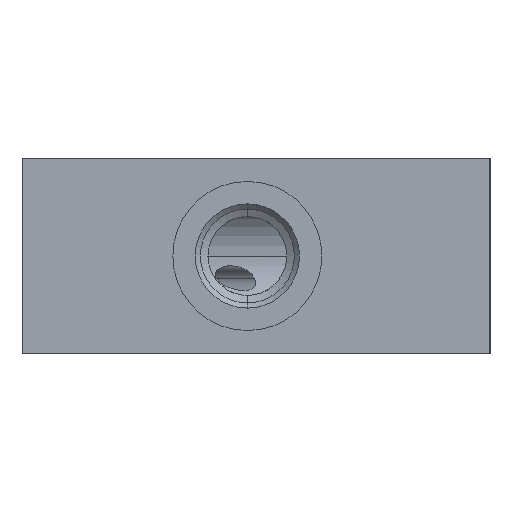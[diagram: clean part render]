
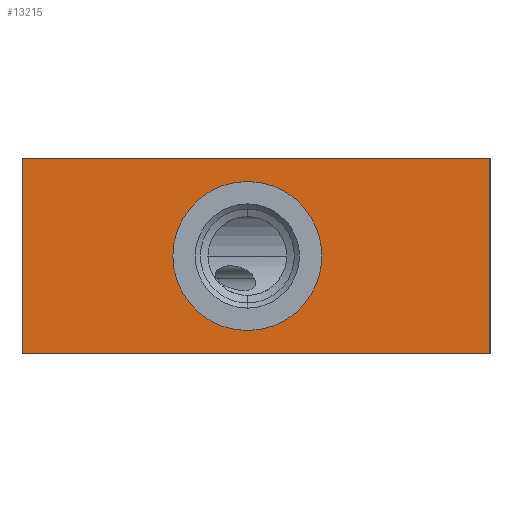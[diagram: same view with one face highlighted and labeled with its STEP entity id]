
A CAD part, left-side view. The second image highlights one B-rep face of the part: STEP entity #13215.
In plain terms, the highlighted planar face has unit normal (-1, 0, 0).
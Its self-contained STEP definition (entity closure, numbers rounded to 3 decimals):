
#578 = CARTESIAN_POINT ( 'NONE',  ( -50.8, 1.4, 0. ) ) ;
#668 = VECTOR ( 'NONE', #10902, 1000. ) ;
#786 = CARTESIAN_POINT ( 'NONE',  ( -50.8, 38., 15.9 ) ) ;
#1246 = VECTOR ( 'NONE', #6236, 1000. ) ;
#1461 = DIRECTION ( 'NONE',  ( 0., -1., 0. ) ) ;
#1559 = AXIS2_PLACEMENT_3D ( 'NONE', #14703, #13291, #6252 ) ;
#1593 = EDGE_LOOP ( 'NONE', ( #2308, #13062, #13137, #17365 ) ) ;
#1894 = DIRECTION ( 'NONE',  ( 0., 0., 1. ) ) ;
#2308 = ORIENTED_EDGE ( 'NONE', *, *, #14141, .T. ) ;
#2543 = CARTESIAN_POINT ( 'NONE',  ( -50.8, -38., -15.9 ) ) ;
#2572 = CIRCLE ( 'NONE', #5774, 12.105 ) ;
#2935 = CARTESIAN_POINT ( 'NONE',  ( -50.8, -38., 15.9 ) ) ;
#5774 = AXIS2_PLACEMENT_3D ( 'NONE', #8904, #7722, #1894 ) ;
#6218 = DIRECTION ( 'NONE',  ( -1., 0., 0. ) ) ;
#6236 = DIRECTION ( 'NONE',  ( 0., -1., 0. ) ) ;
#6252 = DIRECTION ( 'NONE',  ( 0., 0., -1. ) ) ;
#6264 = LINE ( 'NONE', #17627, #7159 ) ;
#7159 = VECTOR ( 'NONE', #9188, 1000. ) ;
#7361 = VECTOR ( 'NONE', #1461, 1000. ) ;
#7722 = DIRECTION ( 'NONE',  ( -1., 0., 0. ) ) ;
#7975 = ORIENTED_EDGE ( 'NONE', *, *, #16841, .F. ) ;
#8219 = LINE ( 'NONE', #11860, #7361 ) ;
#8468 = FACE_BOUND ( 'NONE', #17206, .T. ) ;
#8847 = ORIENTED_EDGE ( 'NONE', *, *, #9799, .F. ) ;
#8904 = CARTESIAN_POINT ( 'NONE',  ( -50.8, 1.4, 0. ) ) ;
#8998 = CARTESIAN_POINT ( 'NONE',  ( -50.8, 1.4, -12.105 ) ) ;
#9188 = DIRECTION ( 'NONE',  ( 0., 0., 1. ) ) ;
#9668 = CARTESIAN_POINT ( 'NONE',  ( -50.8, 1.4, 12.105 ) ) ;
#9799 = EDGE_CURVE ( 'NONE', #16875, #16657, #2572, .T. ) ;
#9910 = VERTEX_POINT ( 'NONE', #12219 ) ;
#10595 = DIRECTION ( 'NONE',  ( 0., 0., 1. ) ) ;
#10902 = DIRECTION ( 'NONE',  ( 0., 0., 1. ) ) ;
#11113 = FACE_OUTER_BOUND ( 'NONE', #1593, .T. ) ;
#11143 = VERTEX_POINT ( 'NONE', #2935 ) ;
#11396 = VERTEX_POINT ( 'NONE', #16314 ) ;
#11755 = AXIS2_PLACEMENT_3D ( 'NONE', #578, #6218, #10595 ) ;
#11860 = CARTESIAN_POINT ( 'NONE',  ( -50.8, 38., -15.9 ) ) ;
#11886 = LINE ( 'NONE', #786, #1246 ) ;
#11954 = VERTEX_POINT ( 'NONE', #15002 ) ;
#12119 = PLANE ( 'NONE',  #1559 ) ;
#12219 = CARTESIAN_POINT ( 'NONE',  ( -50.8, 38., 15.9 ) ) ;
#12506 = EDGE_CURVE ( 'NONE', #11396, #9910, #6264, .T. ) ;
#13062 = ORIENTED_EDGE ( 'NONE', *, *, #17484, .F. ) ;
#13137 = ORIENTED_EDGE ( 'NONE', *, *, #12506, .F. ) ;
#13215 = ADVANCED_FACE ( 'NONE', ( #11113, #8468 ), #12119, .F. ) ;
#13291 = DIRECTION ( 'NONE',  ( 1., 0., 0. ) ) ;
#13428 = EDGE_CURVE ( 'NONE', #11396, #11954, #8219, .T. ) ;
#13492 = LINE ( 'NONE', #2543, #668 ) ;
#14109 = CIRCLE ( 'NONE', #11755, 12.105 ) ;
#14141 = EDGE_CURVE ( 'NONE', #11954, #11143, #13492, .T. ) ;
#14703 = CARTESIAN_POINT ( 'NONE',  ( -50.8, 38., -15.9 ) ) ;
#15002 = CARTESIAN_POINT ( 'NONE',  ( -50.8, -38., -15.9 ) ) ;
#16314 = CARTESIAN_POINT ( 'NONE',  ( -50.8, 38., -15.9 ) ) ;
#16657 = VERTEX_POINT ( 'NONE', #9668 ) ;
#16841 = EDGE_CURVE ( 'NONE', #16657, #16875, #14109, .T. ) ;
#16875 = VERTEX_POINT ( 'NONE', #8998 ) ;
#17206 = EDGE_LOOP ( 'NONE', ( #7975, #8847 ) ) ;
#17365 = ORIENTED_EDGE ( 'NONE', *, *, #13428, .T. ) ;
#17484 = EDGE_CURVE ( 'NONE', #9910, #11143, #11886, .T. ) ;
#17627 = CARTESIAN_POINT ( 'NONE',  ( -50.8, 38., -15.9 ) ) ;
